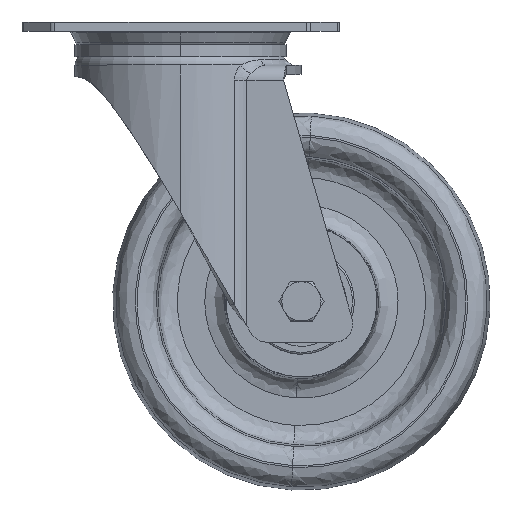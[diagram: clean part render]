
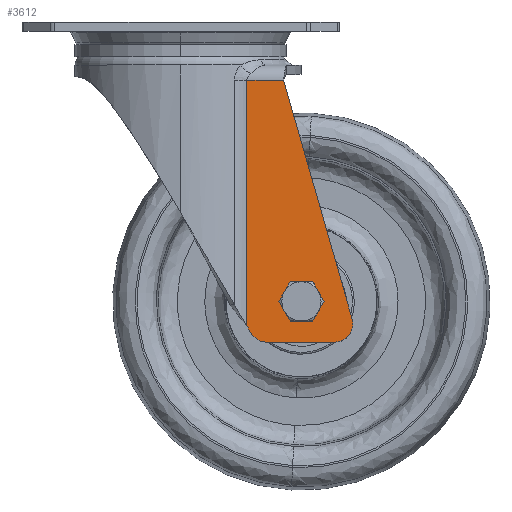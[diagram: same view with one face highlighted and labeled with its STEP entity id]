
A CAD part, top view. The second image highlights one B-rep face of the part: STEP entity #3612.
In plain terms, the highlighted planar face has unit normal (0, 0, 1).
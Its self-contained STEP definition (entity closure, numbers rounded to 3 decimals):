
#147 = DIRECTION ( 'NONE',  ( 0., 0., 1. ) ) ;
#480 = FACE_OUTER_BOUND ( 'NONE', #2372, .T. ) ;
#499 = CARTESIAN_POINT ( 'NONE',  ( 44.1, -92.5, 29. ) ) ;
#594 = CARTESIAN_POINT ( 'NONE',  ( 21.909, -46.405, 29. ) ) ;
#659 = DIRECTION ( 'NONE',  ( 0., 0., -1. ) ) ;
#673 = VERTEX_POINT ( 'NONE', #21210 ) ;
#829 = EDGE_CURVE ( 'NONE', #18537, #5595, #12571, .T. ) ;
#927 = VERTEX_POINT ( 'NONE', #19905 ) ;
#1111 = DIRECTION ( 'NONE',  ( 0., -1., 0. ) ) ;
#1387 = EDGE_CURVE ( 'NONE', #14990, #5542, #19725, .T. ) ;
#1465 = ORIENTED_EDGE ( 'NONE', *, *, #3454, .F. ) ;
#1643 = CARTESIAN_POINT ( 'NONE',  ( 51.032, -106.002, 29. ) ) ;
#1662 = EDGE_CURVE ( 'NONE', #19402, #5519, #10988, .T. ) ;
#1783 = LINE ( 'NONE', #3479, #14458 ) ;
#2336 = CARTESIAN_POINT ( 'NONE',  ( 34.101, -19.3, 29. ) ) ;
#2372 = EDGE_LOOP ( 'NONE', ( #17197, #4995, #16409, #6232, #20754, #2909, #8748, #21923 ) ) ;
#2796 = CARTESIAN_POINT ( 'NONE',  ( 28.5, -100.002, 29. ) ) ;
#2909 = ORIENTED_EDGE ( 'NONE', *, *, #1387, .F. ) ;
#3454 = EDGE_CURVE ( 'NONE', #5595, #18537, #16613, .T. ) ;
#3479 = CARTESIAN_POINT ( 'NONE',  ( 28.5, -106.002, 29. ) ) ;
#3592 = VECTOR ( 'NONE', #9314, 1000. ) ;
#3612 = ADVANCED_FACE ( 'NONE', ( #9165, #480 ), #14630, .T. ) ;
#4225 = ORIENTED_EDGE ( 'NONE', *, *, #829, .F. ) ;
#4995 = ORIENTED_EDGE ( 'NONE', *, *, #6667, .F. ) ;
#5315 = DIRECTION ( 'NONE',  ( 1., 0., 0. ) ) ;
#5400 = CARTESIAN_POINT ( 'NONE',  ( 21.909, -73.511, 29. ) ) ;
#5519 = VERTEX_POINT ( 'NONE', #6208 ) ;
#5542 = VERTEX_POINT ( 'NONE', #12485 ) ;
#5595 = VERTEX_POINT ( 'NONE', #499 ) ;
#5611 = CARTESIAN_POINT ( 'NONE',  ( 40., -92.5, 29. ) ) ;
#6208 = CARTESIAN_POINT ( 'NONE',  ( 21.909, -19.3, 29. ) ) ;
#6232 = ORIENTED_EDGE ( 'NONE', *, *, #12107, .F. ) ;
#6648 = VERTEX_POINT ( 'NONE', #17087 ) ;
#6667 = EDGE_CURVE ( 'NONE', #673, #927, #13900, .T. ) ;
#7214 = CARTESIAN_POINT ( 'NONE',  ( 21.909, -100.616, 29. ) ) ;
#7746 = EDGE_LOOP ( 'NONE', ( #4225, #1465 ) ) ;
#8082 = DIRECTION ( 'NONE',  ( 1., 0., 0. ) ) ;
#8154 = CARTESIAN_POINT ( 'NONE',  ( 22.379, -101.421, 29. ) ) ;
#8748 = ORIENTED_EDGE ( 'NONE', *, *, #19834, .T. ) ;
#9165 = FACE_BOUND ( 'NONE', #7746, .T. ) ;
#9283 = DIRECTION ( 'NONE',  ( -1., 0., 0. ) ) ;
#9314 = DIRECTION ( 'NONE',  ( 0.276, -0.961, 0. ) ) ;
#9565 = CARTESIAN_POINT ( 'NONE',  ( 23.32, -103.03, 29. ) ) ;
#10217 = B_SPLINE_CURVE_WITH_KNOTS ( 'NONE', 3,
 ( #15957, #12418, #14591, #11166 ),
 .UNSPECIFIED., .F., .F.,
 ( 4, 4 ),
 ( 0., 1. ),
 .UNSPECIFIED. ) ;
#10315 = VERTEX_POINT ( 'NONE', #1643 ) ;
#10571 = AXIS2_PLACEMENT_3D ( 'NONE', #20757, #20633, #12289 ) ;
#10988 = B_SPLINE_CURVE_WITH_KNOTS ( 'NONE', 3,
 ( #7214, #5400, #594, #16240 ),
 .UNSPECIFIED., .F., .F.,
 ( 4, 4 ),
 ( 0., 1. ),
 .UNSPECIFIED. ) ;
#11166 = CARTESIAN_POINT ( 'NONE',  ( 21.909, -19.3, 29. ) ) ;
#11189 = DIRECTION ( 'NONE',  ( 0.029, -1., 0. ) ) ;
#11284 = CARTESIAN_POINT ( 'NONE',  ( 21.909, -100.616, 29. ) ) ;
#12107 = EDGE_CURVE ( 'NONE', #6648, #10315, #17739, .T. ) ;
#12289 = DIRECTION ( 'NONE',  ( 0.029, -1., 0. ) ) ;
#12356 = DIRECTION ( 'NONE',  ( 0., 0., 1. ) ) ;
#12382 = EDGE_CURVE ( 'NONE', #673, #10315, #1783, .T. ) ;
#12418 = CARTESIAN_POINT ( 'NONE',  ( 30.037, -19.3, 29. ) ) ;
#12485 = CARTESIAN_POINT ( 'NONE',  ( 56.799, -98.346, 29. ) ) ;
#12571 = CIRCLE ( 'NONE', #18046, 4.1 ) ;
#13730 = AXIS2_PLACEMENT_3D ( 'NONE', #16294, #659, #11189 ) ;
#13900 = CIRCLE ( 'NONE', #14629, 6. ) ;
#14458 = VECTOR ( 'NONE', #5315, 1000. ) ;
#14591 = CARTESIAN_POINT ( 'NONE',  ( 25.973, -19.3, 29. ) ) ;
#14629 = AXIS2_PLACEMENT_3D ( 'NONE', #2796, #16735, #1111 ) ;
#14630 = PLANE ( 'NONE',  #15649 ) ;
#14811 = CARTESIAN_POINT ( 'NONE',  ( 22.85, -102.225, 29. ) ) ;
#14990 = VERTEX_POINT ( 'NONE', #17586 ) ;
#15180 = DIRECTION ( 'NONE',  ( 0., 0., 1. ) ) ;
#15649 = AXIS2_PLACEMENT_3D ( 'NONE', #16780, #15180, #8082 ) ;
#15957 = CARTESIAN_POINT ( 'NONE',  ( 34.101, -19.3, 29. ) ) ;
#16146 = EDGE_CURVE ( 'NONE', #5542, #6648, #20399, .T. ) ;
#16240 = CARTESIAN_POINT ( 'NONE',  ( 21.909, -19.3, 29. ) ) ;
#16294 = CARTESIAN_POINT ( 'NONE',  ( 51.032, -100.002, 29. ) ) ;
#16409 = ORIENTED_EDGE ( 'NONE', *, *, #12382, .T. ) ;
#16613 = CIRCLE ( 'NONE', #17374, 4.1 ) ;
#16735 = DIRECTION ( 'NONE',  ( 0., 0., -1. ) ) ;
#16780 = CARTESIAN_POINT ( 'NONE',  ( 0., -99.409, 29. ) ) ;
#17087 = CARTESIAN_POINT ( 'NONE',  ( 51.205, -105.999, 29. ) ) ;
#17197 = ORIENTED_EDGE ( 'NONE', *, *, #21102, .F. ) ;
#17374 = AXIS2_PLACEMENT_3D ( 'NONE', #17624, #12356, #17395 ) ;
#17395 = DIRECTION ( 'NONE',  ( 1., 0., 0. ) ) ;
#17586 = CARTESIAN_POINT ( 'NONE',  ( 34.101, -19.3, 29. ) ) ;
#17624 = CARTESIAN_POINT ( 'NONE',  ( 40., -92.5, 29. ) ) ;
#17739 = CIRCLE ( 'NONE', #13730, 6. ) ;
#18046 = AXIS2_PLACEMENT_3D ( 'NONE', #5611, #147, #9283 ) ;
#18537 = VERTEX_POINT ( 'NONE', #18777 ) ;
#18777 = CARTESIAN_POINT ( 'NONE',  ( 35.9, -92.5, 29. ) ) ;
#19402 = VERTEX_POINT ( 'NONE', #21631 ) ;
#19725 = LINE ( 'NONE', #2336, #3592 ) ;
#19834 = EDGE_CURVE ( 'NONE', #14990, #5519, #10217, .T. ) ;
#19905 = CARTESIAN_POINT ( 'NONE',  ( 23.32, -103.03, 29. ) ) ;
#20399 = CIRCLE ( 'NONE', #10571, 6. ) ;
#20633 = DIRECTION ( 'NONE',  ( 0., 0., -1. ) ) ;
#20754 = ORIENTED_EDGE ( 'NONE', *, *, #16146, .F. ) ;
#20757 = CARTESIAN_POINT ( 'NONE',  ( 51.032, -100.002, 29. ) ) ;
#21102 = EDGE_CURVE ( 'NONE', #927, #19402, #22425, .T. ) ;
#21210 = CARTESIAN_POINT ( 'NONE',  ( 28.5, -106.002, 29. ) ) ;
#21631 = CARTESIAN_POINT ( 'NONE',  ( 21.909, -100.616, 29. ) ) ;
#21923 = ORIENTED_EDGE ( 'NONE', *, *, #1662, .F. ) ;
#22425 = B_SPLINE_CURVE_WITH_KNOTS ( 'NONE', 3,
 ( #9565, #14811, #8154, #11284 ),
 .UNSPECIFIED., .F., .F.,
 ( 4, 4 ),
 ( 0., 1. ),
 .UNSPECIFIED. ) ;
